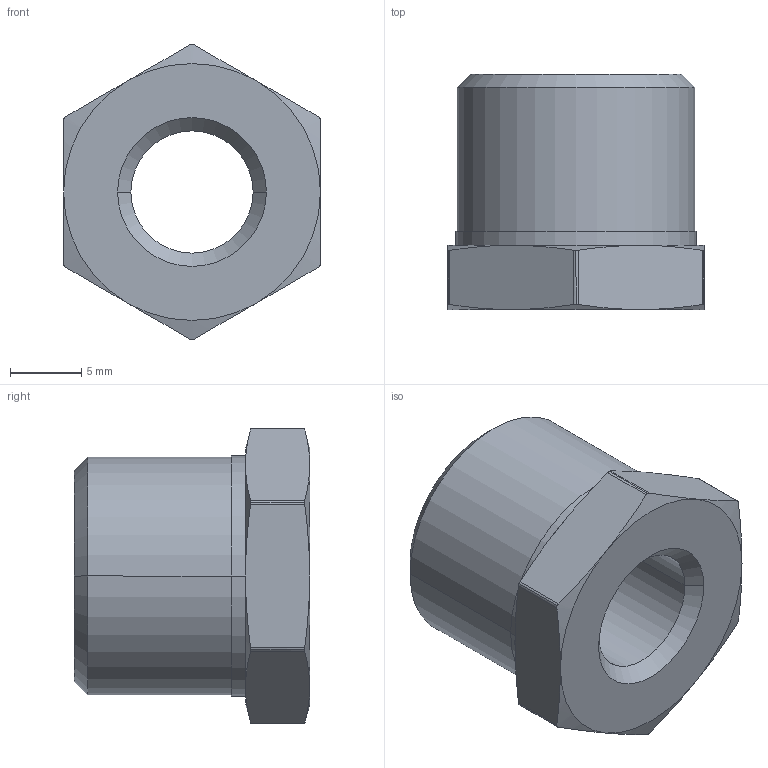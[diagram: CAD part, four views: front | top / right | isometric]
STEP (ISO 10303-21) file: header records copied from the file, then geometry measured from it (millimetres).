
FILE_DESCRIPTION (( 'STEP AP214' ), '1' );
FILE_NAME ('heco_RS-038-018-I.STEP', '2017-05-16T14:30:39', ( '' ), ( '' ), 'SwSTEP 2.0', 'SolidWorks 2016', '' );
FILE_SCHEMA (( 'AUTOMOTIVE_DESIGN' ));
Length unit declared in the file: millimetre
Products named in the file (1): heco_RS-038-018-I
Bounding box: 18 x 16.5 x 20.69 mm (x, y, z)
Volume: 2683.3 mm3; surface area: 1782.5 mm2
Topology: 1 solids, 1 shells, 248 faces, 634 edges, 416 vertices
Faces by surface type: bspline 121, plane 87, cylinder 20, cone 20
Entity records: 16113 total; most frequent: CARTESIAN_POINT 8908, ORIENTED_EDGE 1268, DIRECTION 636, EDGE_CURVE 634, VERTEX_POINT 416, VECTOR 308, LINE 308, EDGE_LOOP 278
